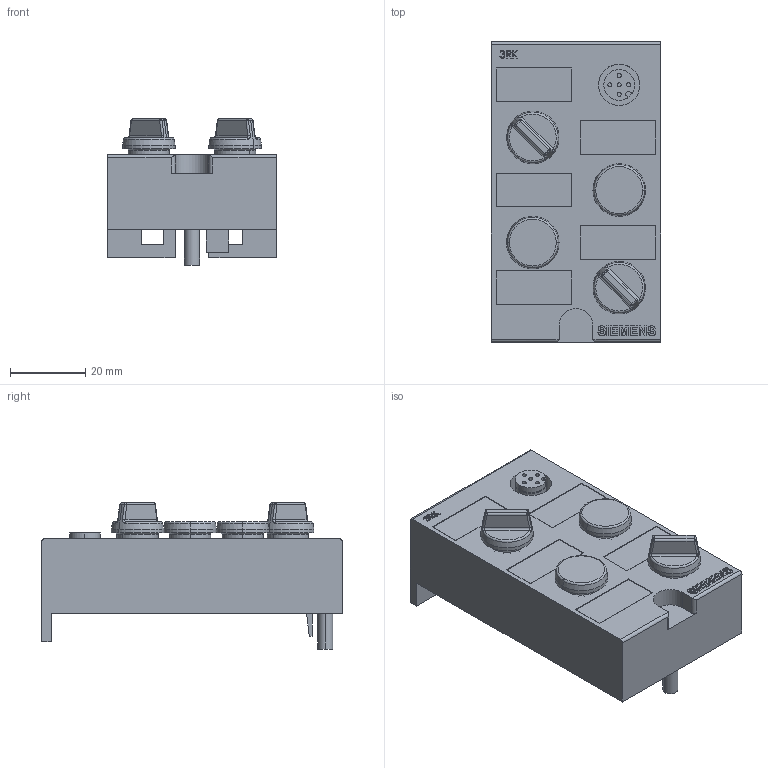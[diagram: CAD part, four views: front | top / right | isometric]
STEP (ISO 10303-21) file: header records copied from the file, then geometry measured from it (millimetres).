
FILE_DESCRIPTION(/* description */ (''),/* implementation_level */ '2;1');
FILE_NAME(/* name */ 'G_NSA0_XX_90123_neu_V.stp',/* time_stamp */ '2025-05-13T10:46:01+02:00',/* author */ (''),/* organization */ (''),/* preprocessor_version */ 'ST-DEVELOPER v18.101',/* originating_system */ 'SIEMENS PLM Software NX 2008',/* authorisation */ '');
FILE_SCHEMA (('AUTOMOTIVE_DESIGN { 1 0 10303 214 3 1 1 1 }'));
Length unit declared in the file: millimetre
Products named in the file (1): G_NSA0_XX_90123V_stp
Bounding box: 45 x 80 x 38.9 mm (x, y, z)
Volume: 72714.4 mm3; surface area: 19657.5 mm2
Topology: 11 solids, 11 shells, 543 faces, 1316 edges, 838 vertices
Faces by surface type: plane 240, cylinder 204, cone 44, torus 30, extrusion 17, sphere 8
Entity records: 20164 total; most frequent: CARTESIAN_POINT 4266, ORIENTED_EDGE 2616, DIRECTION 2583, EDGE_CURVE 1308, AXIS2_PLACEMENT_3D 933, VERTEX_POINT 838, VECTOR 717, LINE 700
